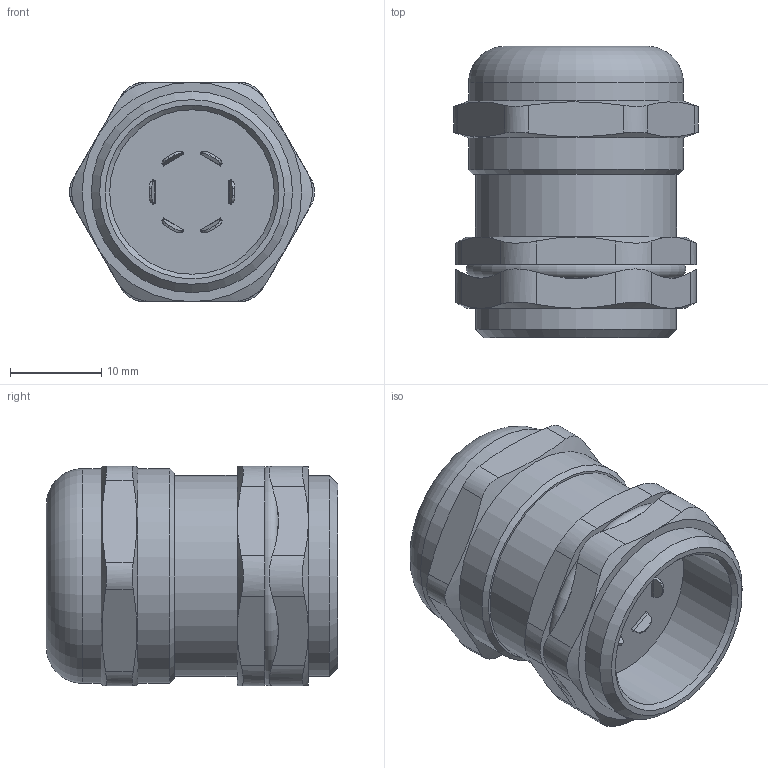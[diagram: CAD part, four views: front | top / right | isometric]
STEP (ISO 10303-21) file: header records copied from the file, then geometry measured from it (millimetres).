
FILE_DESCRIPTION(/* description */ (''),/* implementation_level */ '2;1');
FILE_NAME(/* name */ '',/* time_stamp */ '2025-04-18T09:12:19+07:00',/* author */ ('zeta-86'),/* organization */ (''),/* preprocessor_version */ 'ST-DEVELOPER v19.2',/* originating_system */ 'Autodesk Inventor 2024',/* authorisation */ '');
FILE_SCHEMA (('AUTOMOTIVE_DESIGN { 1 0 10303 214 3 1 1 }'));
Length unit declared in the file: millimetre
Products named in the file (1): Деталь4
Bounding box: 26.78 x 31.88 x 24 mm (x, y, z)
Volume: 11411.1 mm3; surface area: 4272.2 mm2
Topology: 1 solids, 1 shells, 148 faces, 370 edges, 237 vertices
Faces by surface type: plane 58, cylinder 49, cone 25, bspline 12, torus 4
Full cylindrical faces by diameter (mm): 14.5 x1, 18 x1, 20.2 x1, 22 x2, 23.5 x2
Entity records: 5893 total; most frequent: CARTESIAN_POINT 2402, ORIENTED_EDGE 740, DIRECTION 606, EDGE_CURVE 370, VERTEX_POINT 237, AXIS2_PLACEMENT_3D 221, LINE 164, VECTOR 164
